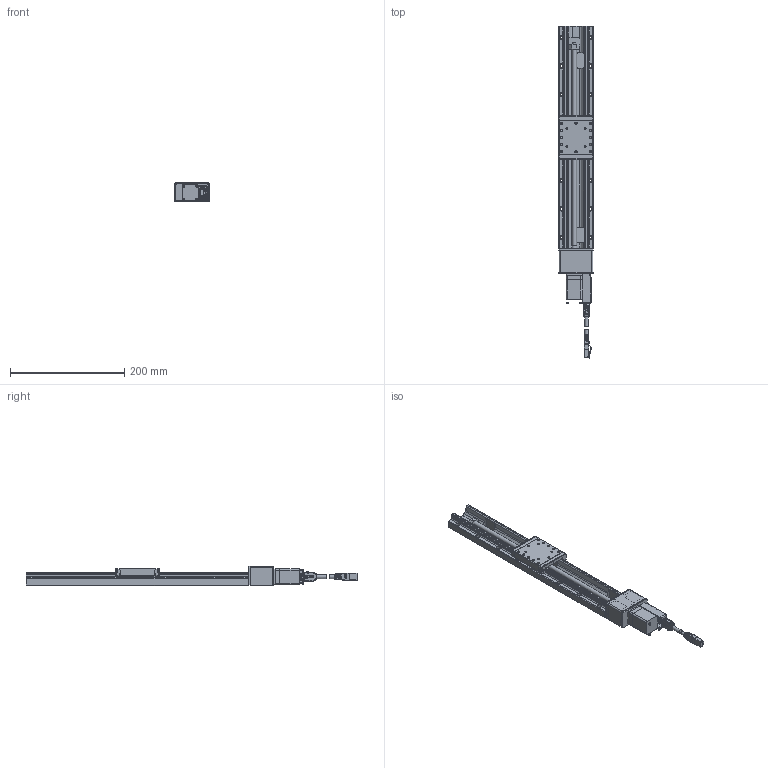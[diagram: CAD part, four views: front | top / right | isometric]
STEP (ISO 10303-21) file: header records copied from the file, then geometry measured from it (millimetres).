
FILE_DESCRIPTION(/* description */ (''),/* implementation_level */ '2;1');
FILE_NAME(/* name */ 'CXN60300-P2-NT',/* time_stamp */ '2023-04-02T23:43:56+02:00',/* author */ (''),/* organization */ ('GMT Europe'),/* preprocessor_version */ 'ST-DEVELOPER v16.7',/* originating_system */ 'Solid Edge',/* authorisation */ 'Unknown');
FILE_SCHEMA (('AUTOMOTIVE_DESIGN {1 0 10303 214 3 1 1}'));
Products named in the file (15): CXN60300-P2-NT; 09451819000_100744258MOD000C; 09451511525_100534264MOD000A; Motorflansch-ix-001; ISO 4762_M2,5x5_8.8; ISO 4762_M3x10_8.8; Gehäuse-ix-001; Platine-ix-001; PCB ix Industrial-001; 09452819001; ST2818L1006-B; CXN60300; Group2^B2042-042-S-CXN60300-XD-P2(模糊化)_GMT; Group1^B2042-042-S-CXN60300-XD-P2(模糊化)_GMT; CXN60300-01-10-2^B2042-042-S-CXN60300-XD-P2(模糊化)_GMT
Assembly tree (14 placements, depth 3):
  CXN60300-P2-NT
    09451819000_100744258MOD000C
    09451511525_100534264MOD000A
    Motorflansch-ix-001
    ISO 4762_M2,5x5_8.8
    ISO 4762_M3x10_8.8
    Gehäuse-ix-001
    Platine-ix-001
      PCB ix Industrial-001
      09452819001
    ST2818L1006-B
    CXN60300
      Group2^B2042-042-S-CXN60300-XD-P2(模糊化)_GMT
      Group1^B2042-042-S-CXN60300-XD-P2(模糊化)_GMT
      CXN60300-01-10-2^B2042-042-S-CXN60300-XD-P2(模糊化)_GMT
Bounding box: 60 x 580.93 x 33.5 mm (x, y, z)
Volume: 418919.4 mm3; surface area: 174754.1 mm2
Topology: 36 solids, 37 shells, 6592 faces, 18465 edges, 12066 vertices
Faces by surface type: plane 4325, cylinder 1291, bspline 545, torus 195, cone 156, sphere 80
Full cylindrical faces by diameter (mm): 0.279 x1, 0.9 x54, 1 x5, 1.4 x54, 1.45 x2, 1.6 x10, 1.8 x4, 2 x6, 2.013 x6, 2.05 x2, 2.459 x1, 2.5 x8, 2.8 x4, 2.9 x4, 3 x2, 3.2 x1, 3.3 x12, 3.5 x1, 3.8 x8, 4.5 x18, 4.68 x1, 4.75 x1, 5 x3, 5.5 x2, 6 x2, 6.2 x1, 6.3 x1, 6.4 x1, 6.8 x2, 7.5 x1
Entity records: 271261 total; most frequent: CARTESIAN_POINT 73691, ORIENTED_EDGE 35638, DIRECTION 31151, EDGE_CURVE 17819, LINE 13129, VECTOR 13129, VERTEX_POINT 11906, AXIS2_PLACEMENT_3D 9011
